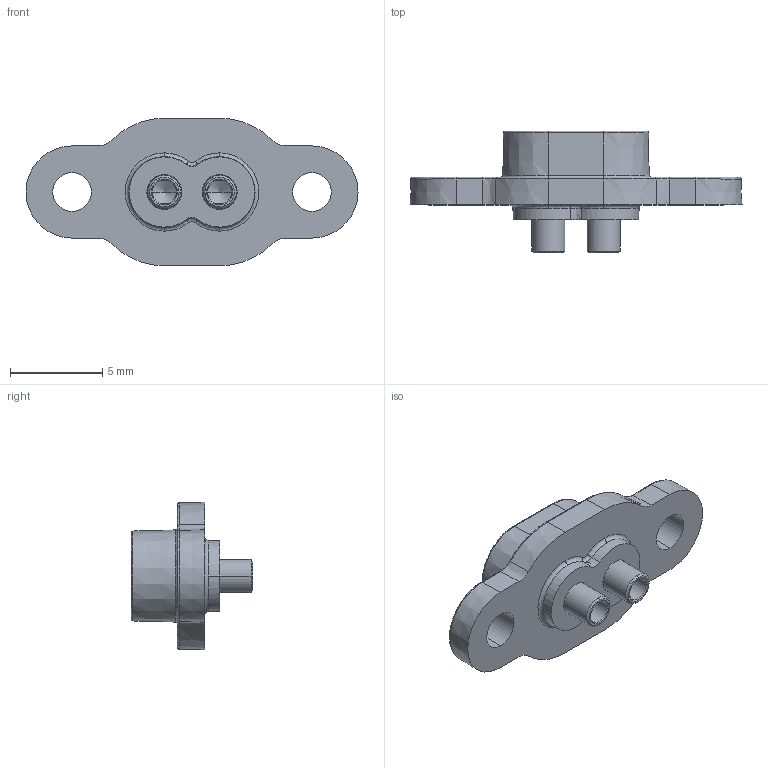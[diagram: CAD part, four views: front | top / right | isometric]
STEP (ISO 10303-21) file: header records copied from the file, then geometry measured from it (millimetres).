
FILE_DESCRIPTION (( 'STEP AP214' ), '1' );
FILE_NAME ('UEBK-30262.STEP', '2020-08-11T12:17:00', ( '' ), ( '' ), 'SwSTEP 2.0', 'SolidWorks 2020', '' );
FILE_SCHEMA (( 'AUTOMOTIVE_DESIGN' ));
Length unit declared in the file: millimetre
Products named in the file (3): UEBK-30362-Gehäuse; UEBK-30262; UEBK-30362-Pin
Assembly tree (3 placements, depth 2):
  UEBK-30262
    UEBK-30362-Gehäuse
    UEBK-30362-Pin  x2
Bounding box: 18 x 6.6 x 8 mm (x, y, z)
Volume: 253.1 mm3; surface area: 493.8 mm2
Topology: 3 solids, 3 shells, 135 faces, 315 edges, 192 vertices
Faces by surface type: cone 47, cylinder 34, bspline 32, plane 22
Entity records: 4794 total; most frequent: CARTESIAN_POINT 1283, ORIENTED_EDGE 522, DIRECTION 517, EDGE_CURVE 261, AXIS2_PLACEMENT_3D 217, VERTEX_POINT 161, CIRCLE 132, EDGE_LOOP 126
